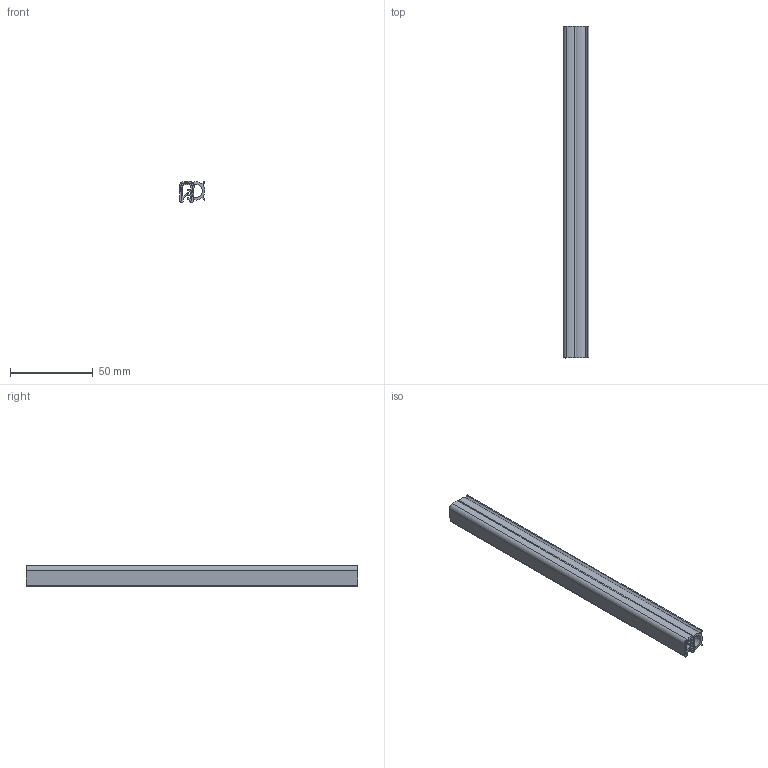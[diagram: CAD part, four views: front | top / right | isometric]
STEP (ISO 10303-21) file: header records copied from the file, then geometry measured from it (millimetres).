
FILE_DESCRIPTION((''),'2;1');
FILE_NAME('','2005-07-15T10:02:11',(''),(''),'','CADfix','');
FILE_SCHEMA(('AUTOMOTIVE_DESIGN'));
Length unit declared in the file: millimetre
Products named in the file (4): rubber foam; gasket; center core; TEM_1011_16_30634_36
Assembly tree (3 placements, depth 2):
  TEM_1011_16_30634_36
    rubber foam
    gasket
    center core
Bounding box: 15.5 x 200 x 12.97 mm (x, y, z)
Volume: 19515.9 mm3; surface area: 45668.2 mm2
Topology: 3 solids, 3 shells, 72 faces, 198 edges, 132 vertices
Faces by surface type: bspline 72
Entity records: 2282 total; most frequent: CARTESIAN_POINT 1058, ORIENTED_EDGE 396, EDGE_CURVE 198, VERTEX_POINT 132, QUASI_UNIFORM_CURVE 132, EDGE_LOOP 74, FACE_OUTER_BOUND 72, ADVANCED_FACE 72
